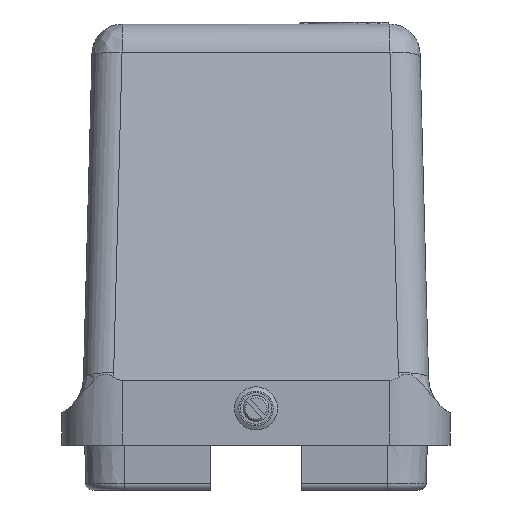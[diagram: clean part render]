
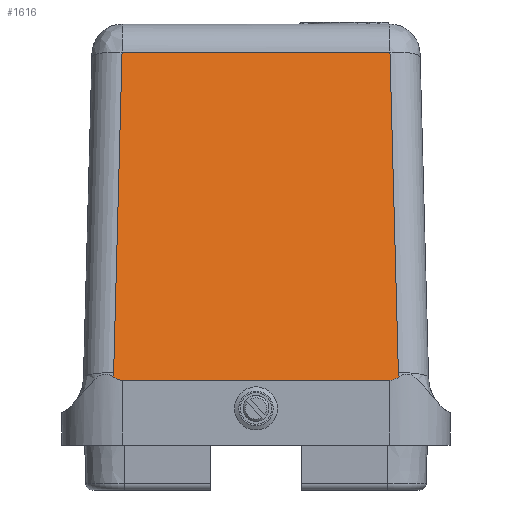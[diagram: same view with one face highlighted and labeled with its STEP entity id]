
A CAD part, left-side view. The second image highlights one B-rep face of the part: STEP entity #1616.
In plain terms, the highlighted planar face has unit normal (-0.982, 0, 0.191).
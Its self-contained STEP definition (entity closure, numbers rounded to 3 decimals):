
#1163=FACE_OUTER_BOUND('',#2585,.T.);
#1467=ELLIPSE('',#10953,73.372,14.);
#1468=ELLIPSE('',#10954,16.809,16.5);
#1469=ELLIPSE('',#10955,16.809,16.5);
#1470=ELLIPSE('',#10956,73.372,14.);
#1616=ADVANCED_FACE('',(#1163),#2007,.F.);
#2007=PLANE('',#10957);
#2585=EDGE_LOOP('',(#3282,#3283,#3284,#3285,#3286,#3287,#3288,#3289));
#3282=ORIENTED_EDGE('',*,*,#5722,.T.);
#3283=ORIENTED_EDGE('',*,*,#5723,.T.);
#3284=ORIENTED_EDGE('',*,*,#5724,.T.);
#3285=ORIENTED_EDGE('',*,*,#5725,.T.);
#3286=ORIENTED_EDGE('',*,*,#5726,.T.);
#3287=ORIENTED_EDGE('',*,*,#5727,.T.);
#3288=ORIENTED_EDGE('',*,*,#5728,.T.);
#3289=ORIENTED_EDGE('',*,*,#5574,.F.);
#4946=VERTEX_POINT('',#15510);
#4947=VERTEX_POINT('',#15512);
#5071=VERTEX_POINT('',#15834);
#5072=VERTEX_POINT('',#15836);
#5073=VERTEX_POINT('',#15838);
#5074=VERTEX_POINT('',#15840);
#5075=VERTEX_POINT('',#15842);
#5076=VERTEX_POINT('',#15844);
#5574=EDGE_CURVE('',#4946,#4947,#8361,.T.);
#5722=EDGE_CURVE('',#4946,#5071,#1467,.T.);
#5723=EDGE_CURVE('',#5071,#5072,#1468,.T.);
#5724=EDGE_CURVE('',#5072,#5073,#8463,.T.);
#5725=EDGE_CURVE('',#5073,#5074,#8464,.T.);
#5726=EDGE_CURVE('',#5074,#5075,#8465,.T.);
#5727=EDGE_CURVE('',#5075,#5076,#1469,.T.);
#5728=EDGE_CURVE('',#5076,#4947,#1470,.T.);
#8361=LINE('',#15511,#9098);
#8463=LINE('',#15837,#9200);
#8464=LINE('',#15839,#9201);
#8465=LINE('',#15841,#9202);
#9098=VECTOR('',#11822,1.);
#9200=VECTOR('',#12056,1.);
#9201=VECTOR('',#12057,1.);
#9202=VECTOR('',#12058,1.);
#10953=AXIS2_PLACEMENT_3D('',#15833,#12052,#12053);
#10954=AXIS2_PLACEMENT_3D('',#15835,#12054,#12055);
#10955=AXIS2_PLACEMENT_3D('',#15843,#12059,#12060);
#10956=AXIS2_PLACEMENT_3D('',#15845,#12061,#12062);
#10957=AXIS2_PLACEMENT_3D('',#15846,#12063,#12064);
#11822=DIRECTION('',(0.,1.,0.));
#12052=DIRECTION('',(-0.982,0.,0.191));
#12053=DIRECTION('',(-0.191,0.,-0.982));
#12054=DIRECTION('',(0.982,0.,-0.191));
#12055=DIRECTION('',(-0.191,0.,-0.982));
#12056=DIRECTION('',(0.191,0.026,0.981));
#12057=DIRECTION('',(0.,1.,0.));
#12058=DIRECTION('',(-0.191,0.026,-0.981));
#12059=DIRECTION('',(0.982,0.,-0.191));
#12060=DIRECTION('',(-0.191,0.,-0.982));
#12061=DIRECTION('',(-0.982,0.,0.191));
#12062=DIRECTION('',(-0.191,0.,-0.982));
#12063=DIRECTION('',(0.982,0.,-0.191));
#12064=DIRECTION('',(-0.191,0.,-0.982));
#15510=CARTESIAN_POINT('',(-66.,-31.,6.1));
#15511=CARTESIAN_POINT('',(-66.,-45.1,6.1));
#15512=CARTESIAN_POINT('',(-66.,31.,6.1));
#15833=CARTESIAN_POINT('',(-52.,-31.,78.124));
#15834=CARTESIAN_POINT('',(-65.848,-33.058,6.883));
#15835=CARTESIAN_POINT('',(-65.572,-49.497,8.304));
#15836=CARTESIAN_POINT('',(-65.656,-33.002,7.872));
#15837=CARTESIAN_POINT('',(-50.014,-30.895,88.342));
#15838=CARTESIAN_POINT('',(-51.203,-31.055,82.226));
#15839=CARTESIAN_POINT('',(-51.203,-45.1,82.226));
#15840=CARTESIAN_POINT('',(-51.203,31.055,82.226));
#15841=CARTESIAN_POINT('',(-49.572,30.836,90.616));
#15842=CARTESIAN_POINT('',(-65.656,33.002,7.872));
#15843=CARTESIAN_POINT('',(-65.572,49.497,8.304));
#15844=CARTESIAN_POINT('',(-65.848,33.058,6.883));
#15845=CARTESIAN_POINT('',(-52.,31.,78.124));
#15846=CARTESIAN_POINT('',(-49.944,-45.1,88.7));
